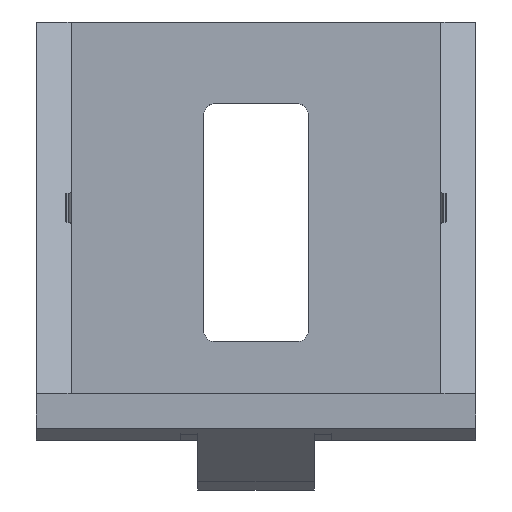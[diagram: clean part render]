
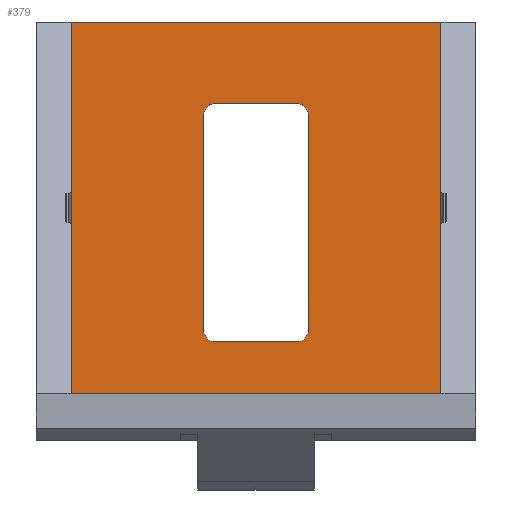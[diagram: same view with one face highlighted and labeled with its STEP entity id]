
A CAD part, top view. The second image highlights one B-rep face of the part: STEP entity #379.
In plain terms, the highlighted planar face has unit normal (0, 0, 1).
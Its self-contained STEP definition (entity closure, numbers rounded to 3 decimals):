
#3 = LINE ( 'NONE', #1376, #1158 ) ;
#48 = DIRECTION ( 'NONE',  ( -1., 0., 0. ) ) ;
#124 = VERTEX_POINT ( 'NONE', #4573 ) ;
#161 = EDGE_CURVE ( 'NONE', #4345, #6605, #4510, .T. ) ;
#203 = LINE ( 'NONE', #4504, #3192 ) ;
#269 = EDGE_CURVE ( 'NONE', #4345, #2544, #7545, .T. ) ;
#273 = CARTESIAN_POINT ( 'NONE',  ( -3.5, -9.5, -14. ) ) ;
#343 = CARTESIAN_POINT ( 'NONE',  ( 15.9, 18., -14. ) ) ;
#379 = ADVANCED_FACE ( 'NONE', ( #6091, #483 ), #4271, .F. ) ;
#483 = FACE_OUTER_BOUND ( 'NONE', #7335, .T. ) ;
#598 = ORIENTED_EDGE ( 'NONE', *, *, #161, .F. ) ;
#615 = CARTESIAN_POINT ( 'NONE',  ( -3.5, 11., -14. ) ) ;
#667 = ORIENTED_EDGE ( 'NONE', *, *, #4153, .F. ) ;
#683 = ORIENTED_EDGE ( 'NONE', *, *, #4600, .T. ) ;
#716 = LINE ( 'NONE', #4686, #1659 ) ;
#924 = DIRECTION ( 'NONE',  ( -1., 0., 0. ) ) ;
#970 = DIRECTION ( 'NONE',  ( 1., 0., 0. ) ) ;
#1158 = VECTOR ( 'NONE', #7401, 1000. ) ;
#1222 = DIRECTION ( 'NONE',  ( 0., 0., -1. ) ) ;
#1376 = CARTESIAN_POINT ( 'NONE',  ( 15.9, 18., -14. ) ) ;
#1411 = VERTEX_POINT ( 'NONE', #3272 ) ;
#1442 = VERTEX_POINT ( 'NONE', #5101 ) ;
#1473 = VECTOR ( 'NONE', #3498, 1000. ) ;
#1480 = CARTESIAN_POINT ( 'NONE',  ( 3.5, 10., -14. ) ) ;
#1520 = DIRECTION ( 'NONE',  ( 1., 0., 0. ) ) ;
#1659 = VECTOR ( 'NONE', #6414, 1000. ) ;
#1718 = ORIENTED_EDGE ( 'NONE', *, *, #4679, .F. ) ;
#1766 = LINE ( 'NONE', #2179, #6740 ) ;
#1841 = VERTEX_POINT ( 'NONE', #5326 ) ;
#1909 = CIRCLE ( 'NONE', #5924, 1. ) ;
#2070 = DIRECTION ( 'NONE',  ( 0., 0., -1. ) ) ;
#2103 = CARTESIAN_POINT ( 'NONE',  ( -3.5, 10., -14. ) ) ;
#2179 = CARTESIAN_POINT ( 'NONE',  ( -4.5, 11., -14. ) ) ;
#2205 = ORIENTED_EDGE ( 'NONE', *, *, #4047, .T. ) ;
#2230 = CARTESIAN_POINT ( 'NONE',  ( -15.9, 18., -14. ) ) ;
#2231 = DIRECTION ( 'NONE',  ( -1., 0., 0. ) ) ;
#2233 = VERTEX_POINT ( 'NONE', #5942 ) ;
#2267 = VECTOR ( 'NONE', #970, 1000. ) ;
#2316 = CARTESIAN_POINT ( 'NONE',  ( -4.5, -9.5, -14. ) ) ;
#2391 = EDGE_LOOP ( 'NONE', ( #4527, #3400, #667, #4660, #7278, #7396, #2677, #683 ) ) ;
#2475 = AXIS2_PLACEMENT_3D ( 'NONE', #4919, #6761, #5543 ) ;
#2544 = VERTEX_POINT ( 'NONE', #4421 ) ;
#2670 = CIRCLE ( 'NONE', #5240, 1. ) ;
#2677 = ORIENTED_EDGE ( 'NONE', *, *, #7364, .F. ) ;
#2681 = DIRECTION ( 'NONE',  ( -1., 0., 0. ) ) ;
#2989 = EDGE_CURVE ( 'NONE', #1442, #1411, #2670, .T. ) ;
#3171 = DIRECTION ( 'NONE',  ( 0., -1., 0. ) ) ;
#3192 = VECTOR ( 'NONE', #1520, 1000. ) ;
#3272 = CARTESIAN_POINT ( 'NONE',  ( 4.5, 10., -14. ) ) ;
#3400 = ORIENTED_EDGE ( 'NONE', *, *, #7773, .T. ) ;
#3458 = EDGE_CURVE ( 'NONE', #2233, #3800, #5778, .T. ) ;
#3498 = DIRECTION ( 'NONE',  ( 1., 0., 0. ) ) ;
#3566 = LINE ( 'NONE', #6286, #4991 ) ;
#3800 = VERTEX_POINT ( 'NONE', #615 ) ;
#4047 = EDGE_CURVE ( 'NONE', #2544, #124, #203, .T. ) ;
#4095 = DIRECTION ( 'NONE',  ( 0., -1., 0. ) ) ;
#4153 = EDGE_CURVE ( 'NONE', #2233, #1841, #3566, .T. ) ;
#4271 = PLANE ( 'NONE',  #6772 ) ;
#4345 = VERTEX_POINT ( 'NONE', #2230 ) ;
#4421 = CARTESIAN_POINT ( 'NONE',  ( -15.9, -14., -14. ) ) ;
#4455 = DIRECTION ( 'NONE',  ( 0., 0., -1. ) ) ;
#4504 = CARTESIAN_POINT ( 'NONE',  ( 15.9, -14., -14. ) ) ;
#4510 = LINE ( 'NONE', #343, #2267 ) ;
#4527 = ORIENTED_EDGE ( 'NONE', *, *, #5405, .F. ) ;
#4573 = CARTESIAN_POINT ( 'NONE',  ( 15.9, -14., -14. ) ) ;
#4600 = EDGE_CURVE ( 'NONE', #6627, #5850, #5630, .T. ) ;
#4660 = ORIENTED_EDGE ( 'NONE', *, *, #3458, .T. ) ;
#4679 = EDGE_CURVE ( 'NONE', #6605, #124, #3, .T. ) ;
#4686 = CARTESIAN_POINT ( 'NONE',  ( 4.5, 11., -14. ) ) ;
#4822 = CARTESIAN_POINT ( 'NONE',  ( 15.9, 18., -14. ) ) ;
#4919 = CARTESIAN_POINT ( 'NONE',  ( 3.5, -8.5, -14. ) ) ;
#4991 = VECTOR ( 'NONE', #3171, 1000. ) ;
#5069 = CARTESIAN_POINT ( 'NONE',  ( -3.5, -8.5, -14. ) ) ;
#5101 = CARTESIAN_POINT ( 'NONE',  ( 3.5, 11., -14. ) ) ;
#5107 = DIRECTION ( 'NONE',  ( 0., 0., -1. ) ) ;
#5116 = CARTESIAN_POINT ( 'NONE',  ( 4.5, -8.5, -14. ) ) ;
#5226 = ORIENTED_EDGE ( 'NONE', *, *, #269, .T. ) ;
#5240 = AXIS2_PLACEMENT_3D ( 'NONE', #1480, #5107, #2681 ) ;
#5326 = CARTESIAN_POINT ( 'NONE',  ( -4.5, -8.5, -14. ) ) ;
#5405 = EDGE_CURVE ( 'NONE', #7299, #5850, #6260, .T. ) ;
#5543 = DIRECTION ( 'NONE',  ( -1., 0., 0. ) ) ;
#5630 = CIRCLE ( 'NONE', #2475, 1. ) ;
#5778 = CIRCLE ( 'NONE', #7104, 1. ) ;
#5850 = VERTEX_POINT ( 'NONE', #7433 ) ;
#5924 = AXIS2_PLACEMENT_3D ( 'NONE', #5069, #2070, #6200 ) ;
#5925 = VECTOR ( 'NONE', #4095, 1000. ) ;
#5942 = CARTESIAN_POINT ( 'NONE',  ( -4.5, 10., -14. ) ) ;
#6091 = FACE_BOUND ( 'NONE', #2391, .T. ) ;
#6200 = DIRECTION ( 'NONE',  ( -1., 0., 0. ) ) ;
#6260 = LINE ( 'NONE', #2316, #1473 ) ;
#6286 = CARTESIAN_POINT ( 'NONE',  ( -4.5, 11., -14. ) ) ;
#6414 = DIRECTION ( 'NONE',  ( 0., 1., 0. ) ) ;
#6605 = VERTEX_POINT ( 'NONE', #6875 ) ;
#6627 = VERTEX_POINT ( 'NONE', #5116 ) ;
#6676 = EDGE_CURVE ( 'NONE', #1442, #3800, #1766, .T. ) ;
#6740 = VECTOR ( 'NONE', #2231, 1000. ) ;
#6761 = DIRECTION ( 'NONE',  ( 0., 0., -1. ) ) ;
#6772 = AXIS2_PLACEMENT_3D ( 'NONE', #4822, #1222, #48 ) ;
#6875 = CARTESIAN_POINT ( 'NONE',  ( 15.9, 18., -14. ) ) ;
#6936 = CARTESIAN_POINT ( 'NONE',  ( -15.9, 18., -14. ) ) ;
#7104 = AXIS2_PLACEMENT_3D ( 'NONE', #2103, #4455, #924 ) ;
#7278 = ORIENTED_EDGE ( 'NONE', *, *, #6676, .F. ) ;
#7299 = VERTEX_POINT ( 'NONE', #273 ) ;
#7335 = EDGE_LOOP ( 'NONE', ( #2205, #1718, #598, #5226 ) ) ;
#7364 = EDGE_CURVE ( 'NONE', #6627, #1411, #716, .T. ) ;
#7396 = ORIENTED_EDGE ( 'NONE', *, *, #2989, .T. ) ;
#7401 = DIRECTION ( 'NONE',  ( 0., -1., 0. ) ) ;
#7433 = CARTESIAN_POINT ( 'NONE',  ( 3.5, -9.5, -14. ) ) ;
#7545 = LINE ( 'NONE', #6936, #5925 ) ;
#7773 = EDGE_CURVE ( 'NONE', #7299, #1841, #1909, .T. ) ;
